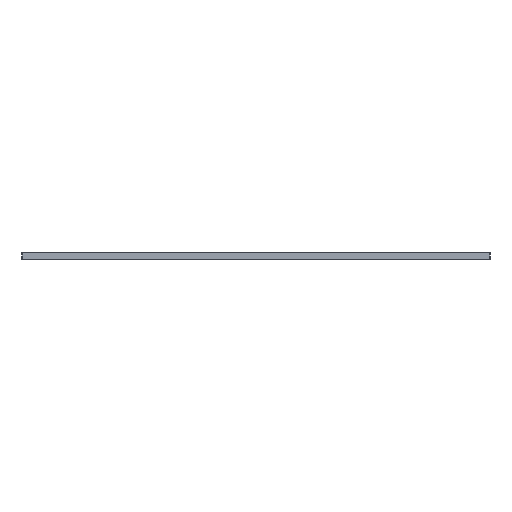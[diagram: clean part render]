
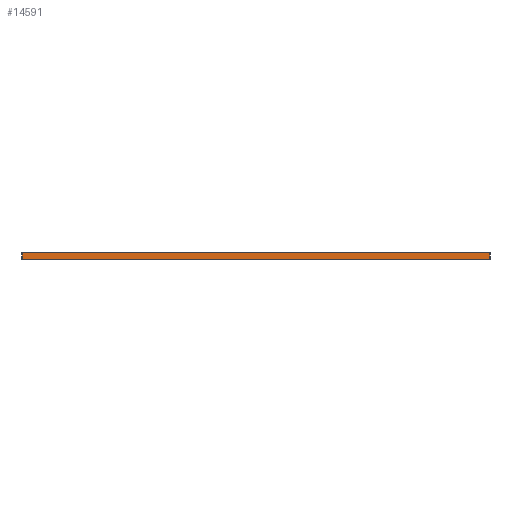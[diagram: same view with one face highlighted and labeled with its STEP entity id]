
A CAD part, left-side view. The second image highlights one B-rep face of the part: STEP entity #14591.
In plain terms, the highlighted planar face has unit normal (-1, 0, 0).
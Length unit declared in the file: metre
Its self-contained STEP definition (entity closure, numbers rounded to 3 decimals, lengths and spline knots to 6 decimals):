
#5108=ORIENTED_EDGE('',*,*,#5841,.T.);
#5109=ORIENTED_EDGE('',*,*,#6571,.F.);
#5110=ORIENTED_EDGE('',*,*,#6569,.F.);
#5111=ORIENTED_EDGE('',*,*,#5113,.T.);
#5113=EDGE_CURVE('',#6574,#6573,#8029,.T.);
#5841=EDGE_CURVE('',#6573,#7300,#8033,.T.);
#6569=EDGE_CURVE('',#6574,#8026,#8037,.T.);
#6571=EDGE_CURVE('',#8026,#7300,#8039,.T.);
#6573=VERTEX_POINT('',#21157);
#6574=VERTEX_POINT('',#21159);
#7300=VERTEX_POINT('',#22613);
#8026=VERTEX_POINT('',#24067);
#8029=LINE('',#21158,#8041);
#8033=LINE('',#22615,#8045);
#8037=LINE('',#24070,#8049);
#8039=LINE('',#24798,#8051);
#8041=VECTOR('',#16788,1.);
#8045=VECTOR('',#18242,1.);
#8049=VECTOR('',#19696,1.);
#8051=VECTOR('',#21150,1.);
#10953=EDGE_LOOP('',(#5108,#5109,#5110,#5111));
#13855=FACE_BOUND('',#10953,.T.);
#13861=PLANE('',#16782);
#14591=ADVANCED_FACE('',(#13855),#13861,.T.);
#16782=AXIS2_PLACEMENT_3D('',#24799,#21151,#21152);
#16788=DIRECTION('',(0.,0.,1.));
#18242=DIRECTION('',(0.,1.,0.));
#19696=DIRECTION('',(0.,1.,0.));
#21150=DIRECTION('',(0.,0.,1.));
#21151=DIRECTION('',(-1.,0.,0.));
#21152=DIRECTION('',(0.,1.,0.));
#21157=CARTESIAN_POINT('',(-0.04442,-0.03546,0.));
#21158=CARTESIAN_POINT('',(-0.04442,-0.03546,-0.0005));
#21159=CARTESIAN_POINT('',(-0.04442,-0.03546,-0.001));
#22613=CARTESIAN_POINT('',(-0.04442,0.03454,0.));
#22615=CARTESIAN_POINT('',(-0.04442,-0.00046,0.));
#24067=CARTESIAN_POINT('',(-0.04442,0.03454,-0.001));
#24070=CARTESIAN_POINT('',(-0.04442,-0.00046,-0.001));
#24798=CARTESIAN_POINT('',(-0.04442,0.03454,-0.0005));
#24799=CARTESIAN_POINT('',(-0.04442,-0.03546,0.));
